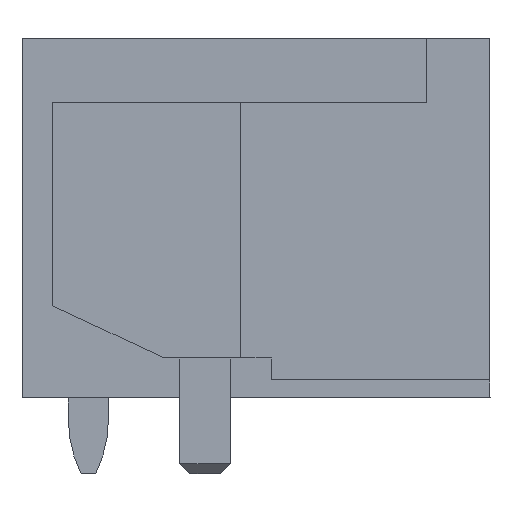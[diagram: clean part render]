
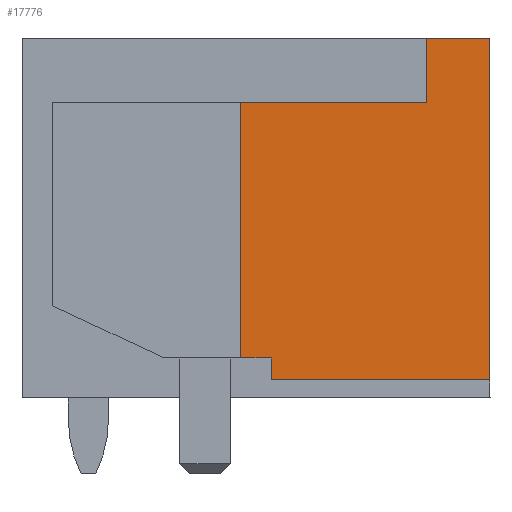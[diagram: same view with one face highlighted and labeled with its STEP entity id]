
A CAD part, left-side view. The second image highlights one B-rep face of the part: STEP entity #17776.
In plain terms, the highlighted planar face has unit normal (-1, 0, 0).
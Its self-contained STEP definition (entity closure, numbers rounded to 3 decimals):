
#17745=AXIS2_PLACEMENT_3D('Plane Axis2P3D',#17742,#17743,#17744) ;
#622=CARTESIAN_POINT('Vertex',(0.,0.,8.57)) ;
#625=CARTESIAN_POINT('Line Origine',(0.,0.,5.21)) ;
#629=CARTESIAN_POINT('Vertex',(0.,0.,1.85)) ;
#2299=CARTESIAN_POINT('Vertex',(0.,1.25,8.57)) ;
#2302=CARTESIAN_POINT('Line Origine',(0.,0.625,8.57)) ;
#17679=CARTESIAN_POINT('Vertex',(0.,4.3,1.85)) ;
#17682=CARTESIAN_POINT('Line Origine',(0.,4.3,2.065)) ;
#17686=CARTESIAN_POINT('Vertex',(0.,4.3,2.28)) ;
#17706=CARTESIAN_POINT('Line Origine',(0.,2.15,1.85)) ;
#17727=CARTESIAN_POINT('Vertex',(0.,1.25,7.3)) ;
#17730=CARTESIAN_POINT('Line Origine',(0.,1.25,7.935)) ;
#17742=CARTESIAN_POINT('Axis2P3D Location',(0.,0.,0.)) ;
#17747=CARTESIAN_POINT('Line Origine',(0.,4.6,2.28)) ;
#17751=CARTESIAN_POINT('Vertex',(0.,4.9,2.28)) ;
#17754=CARTESIAN_POINT('Line Origine',(0.,3.075,7.3)) ;
#17758=CARTESIAN_POINT('Vertex',(0.,4.9,7.3)) ;
#17761=CARTESIAN_POINT('Line Origine',(0.,4.9,4.79)) ;
#626=DIRECTION('Vector Direction',(0.,0.,-1.)) ;
#2303=DIRECTION('Vector Direction',(0.,-1.,0.)) ;
#17683=DIRECTION('Vector Direction',(0.,0.,1.)) ;
#17707=DIRECTION('Vector Direction',(0.,1.,0.)) ;
#17731=DIRECTION('Vector Direction',(0.,0.,1.)) ;
#17743=DIRECTION('Axis2P3D Direction',(-1.,0.,0.)) ;
#17744=DIRECTION('Axis2P3D XDirection',(0.,-1.,0.)) ;
#17748=DIRECTION('Vector Direction',(0.,1.,0.)) ;
#17755=DIRECTION('Vector Direction',(0.,-1.,0.)) ;
#17762=DIRECTION('Vector Direction',(0.,0.,-1.)) ;
#627=VECTOR('Line Direction',#626,1.) ;
#2304=VECTOR('Line Direction',#2303,1.) ;
#17684=VECTOR('Line Direction',#17683,1.) ;
#17708=VECTOR('Line Direction',#17707,1.) ;
#17732=VECTOR('Line Direction',#17731,1.) ;
#17749=VECTOR('Line Direction',#17748,1.) ;
#17756=VECTOR('Line Direction',#17755,1.) ;
#17763=VECTOR('Line Direction',#17762,1.) ;
#17767=ORIENTED_EDGE('',*,*,#17753,.T.) ;
#17768=ORIENTED_EDGE('',*,*,#17688,.T.) ;
#17769=ORIENTED_EDGE('',*,*,#17710,.T.) ;
#17770=ORIENTED_EDGE('',*,*,#631,.T.) ;
#17771=ORIENTED_EDGE('',*,*,#2306,.T.) ;
#17772=ORIENTED_EDGE('',*,*,#17734,.T.) ;
#17773=ORIENTED_EDGE('',*,*,#17760,.T.) ;
#17774=ORIENTED_EDGE('',*,*,#17765,.T.) ;
#17776=ADVANCED_FACE('HOUSING',(#17775),#17746,.T.) ;
#631=EDGE_CURVE('',#630,#623,#628,.F.) ;
#2306=EDGE_CURVE('',#623,#2300,#2305,.F.) ;
#17688=EDGE_CURVE('',#17687,#17680,#17685,.F.) ;
#17710=EDGE_CURVE('',#17680,#630,#17709,.F.) ;
#17734=EDGE_CURVE('',#2300,#17728,#17733,.F.) ;
#17753=EDGE_CURVE('',#17752,#17687,#17750,.F.) ;
#17760=EDGE_CURVE('',#17728,#17759,#17757,.F.) ;
#17765=EDGE_CURVE('',#17759,#17752,#17764,.T.) ;
#17766=EDGE_LOOP('',(#17767,#17768,#17769,#17770,#17771,#17772,#17773,#17774)) ;
#17775=FACE_OUTER_BOUND('',#17766,.T.) ;
#628=LINE('Line',#625,#627) ;
#2305=LINE('Line',#2302,#2304) ;
#17685=LINE('Line',#17682,#17684) ;
#17709=LINE('Line',#17706,#17708) ;
#17733=LINE('Line',#17730,#17732) ;
#17750=LINE('Line',#17747,#17749) ;
#17757=LINE('Line',#17754,#17756) ;
#17764=LINE('Line',#17761,#17763) ;
#17746=PLANE('',#17745) ;
#623=VERTEX_POINT('',#622) ;
#630=VERTEX_POINT('',#629) ;
#2300=VERTEX_POINT('',#2299) ;
#17680=VERTEX_POINT('',#17679) ;
#17687=VERTEX_POINT('',#17686) ;
#17728=VERTEX_POINT('',#17727) ;
#17752=VERTEX_POINT('',#17751) ;
#17759=VERTEX_POINT('',#17758) ;
